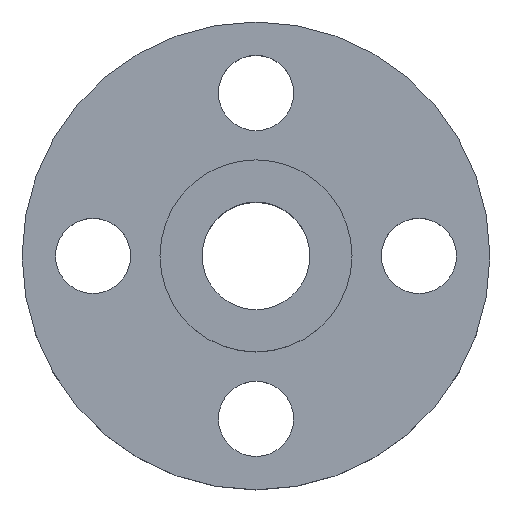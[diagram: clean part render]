
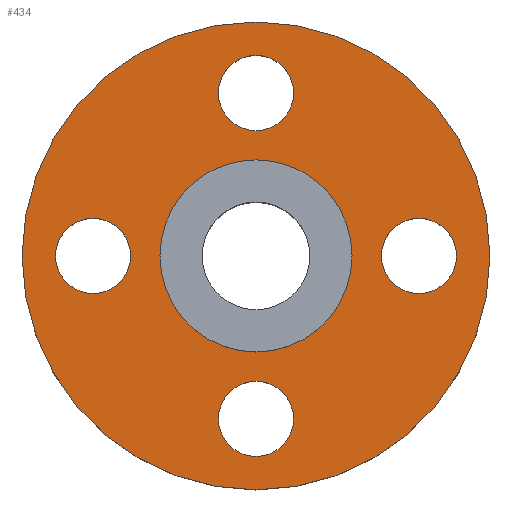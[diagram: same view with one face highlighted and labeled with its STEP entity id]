
A CAD part, top view. The second image highlights one B-rep face of the part: STEP entity #434.
In plain terms, the highlighted planar face has unit normal (0, 0, 1).
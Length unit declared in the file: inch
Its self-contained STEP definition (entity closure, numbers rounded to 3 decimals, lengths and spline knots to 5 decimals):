
#6 = CIRCLE ( 'NONE', #539, 0.5625 ) ;
#19 = DIRECTION ( 'NONE',  ( 1., 0., 0. ) ) ;
#23 = CARTESIAN_POINT ( 'NONE',  ( 0., 1.4375, -0.25 ) ) ;
#27 = AXIS2_PLACEMENT_3D ( 'NONE', #310, #108, #694 ) ;
#32 = EDGE_LOOP ( 'NONE', ( #305, #421 ) ) ;
#35 = EDGE_LOOP ( 'NONE', ( #366, #54 ) ) ;
#40 = CARTESIAN_POINT ( 'NONE',  ( 3., 0., -0.25 ) ) ;
#41 = DIRECTION ( 'NONE',  ( 0., 0., 1. ) ) ;
#45 = CIRCLE ( 'NONE', #530, 0.5625 ) ;
#46 = ORIENTED_EDGE ( 'NONE', *, *, #444, .T. ) ;
#54 = ORIENTED_EDGE ( 'NONE', *, *, #704, .F. ) ;
#57 = EDGE_CURVE ( 'NONE', #569, #715, #320, .T. ) ;
#75 = EDGE_CURVE ( 'NONE', #186, #115, #6, .T. ) ;
#80 = DIRECTION ( 'NONE',  ( 0., 0., 1. ) ) ;
#82 = EDGE_CURVE ( 'NONE', #747, #180, #504, .T. ) ;
#83 = DIRECTION ( 'NONE',  ( 0., -1., 0. ) ) ;
#85 = AXIS2_PLACEMENT_3D ( 'NONE', #23, #621, #757 ) ;
#90 = DIRECTION ( 'NONE',  ( 0., 0., 1. ) ) ;
#94 = CARTESIAN_POINT ( 'NONE',  ( 0., 0., -0.25 ) ) ;
#96 = ORIENTED_EDGE ( 'NONE', *, *, #489, .F. ) ;
#97 = DIRECTION ( 'NONE',  ( 0., 0., 1. ) ) ;
#108 = DIRECTION ( 'NONE',  ( 0., 0., 1. ) ) ;
#112 = CARTESIAN_POINT ( 'NONE',  ( 0., -2.4375, -0.25 ) ) ;
#114 = CARTESIAN_POINT ( 'NONE',  ( -0.5625, -2.4375, -0.25 ) ) ;
#115 = VERTEX_POINT ( 'NONE', #820 ) ;
#119 = CIRCLE ( 'NONE', #27, 0.5625 ) ;
#120 = CIRCLE ( 'NONE', #607, 0.5625 ) ;
#131 = EDGE_CURVE ( 'NONE', #115, #186, #119, .T. ) ;
#132 = VERTEX_POINT ( 'NONE', #814 ) ;
#140 = CIRCLE ( 'NONE', #670, 3.5 ) ;
#171 = CARTESIAN_POINT ( 'NONE',  ( 2.4375, 0., -0.25 ) ) ;
#180 = VERTEX_POINT ( 'NONE', #40 ) ;
#186 = VERTEX_POINT ( 'NONE', #623 ) ;
#189 = EDGE_CURVE ( 'NONE', #833, #132, #852, .T. ) ;
#195 = DIRECTION ( 'NONE',  ( 0., 0., 1. ) ) ;
#220 = CARTESIAN_POINT ( 'NONE',  ( -3.5, 0., -0.25 ) ) ;
#225 = DIRECTION ( 'NONE',  ( 0., 0., 1. ) ) ;
#233 = PLANE ( 'NONE',  #85 ) ;
#244 = DIRECTION ( 'NONE',  ( -1., 0., 0. ) ) ;
#249 = EDGE_CURVE ( 'NONE', #518, #391, #312, .T. ) ;
#254 = CARTESIAN_POINT ( 'NONE',  ( 1.875, 0., -0.25 ) ) ;
#262 = CIRCLE ( 'NONE', #576, 1.4375 ) ;
#265 = DIRECTION ( 'NONE',  ( -1., 0., 0. ) ) ;
#286 = ORIENTED_EDGE ( 'NONE', *, *, #57, .T. ) ;
#299 = CARTESIAN_POINT ( 'NONE',  ( 0., 2.4375, -0.25 ) ) ;
#305 = ORIENTED_EDGE ( 'NONE', *, *, #75, .F. ) ;
#306 = CARTESIAN_POINT ( 'NONE',  ( -2.4375, 0., -0.25 ) ) ;
#308 = DIRECTION ( 'NONE',  ( 0., 0., 1. ) ) ;
#310 = CARTESIAN_POINT ( 'NONE',  ( -2.4375, 0., -0.25 ) ) ;
#312 = CIRCLE ( 'NONE', #726, 0.5625 ) ;
#320 = CIRCLE ( 'NONE', #767, 3.5 ) ;
#321 = AXIS2_PLACEMENT_3D ( 'NONE', #674, #80, #342 ) ;
#327 = EDGE_CURVE ( 'NONE', #180, #747, #45, .T. ) ;
#342 = DIRECTION ( 'NONE',  ( 0., 1., 0. ) ) ;
#350 = FACE_BOUND ( 'NONE', #32, .T. ) ;
#363 = EDGE_CURVE ( 'NONE', #493, #604, #120, .T. ) ;
#366 = ORIENTED_EDGE ( 'NONE', *, *, #363, .F. ) ;
#391 = VERTEX_POINT ( 'NONE', #668 ) ;
#408 = DIRECTION ( 'NONE',  ( 1., 0., 0. ) ) ;
#421 = ORIENTED_EDGE ( 'NONE', *, *, #131, .F. ) ;
#427 = CARTESIAN_POINT ( 'NONE',  ( 0., 2.4375, -0.25 ) ) ;
#434 = ADVANCED_FACE ( 'NONE', ( #564, #478, #680, #350, #817, #748 ), #233, .F. ) ;
#435 = DIRECTION ( 'NONE',  ( 1., 0., 0. ) ) ;
#436 = EDGE_LOOP ( 'NONE', ( #286, #46 ) ) ;
#444 = EDGE_CURVE ( 'NONE', #715, #569, #140, .T. ) ;
#452 = ORIENTED_EDGE ( 'NONE', *, *, #327, .F. ) ;
#457 = EDGE_LOOP ( 'NONE', ( #452, #532 ) ) ;
#473 = CARTESIAN_POINT ( 'NONE',  ( 0., 0., -0.25 ) ) ;
#478 = FACE_BOUND ( 'NONE', #457, .T. ) ;
#481 = DIRECTION ( 'NONE',  ( 1., 0., 0. ) ) ;
#488 = DIRECTION ( 'NONE',  ( 0., 0., 1. ) ) ;
#489 = EDGE_CURVE ( 'NONE', #132, #833, #262, .T. ) ;
#491 = CARTESIAN_POINT ( 'NONE',  ( 3.5, 0., -0.25 ) ) ;
#493 = VERTEX_POINT ( 'NONE', #675 ) ;
#495 = ORIENTED_EDGE ( 'NONE', *, *, #189, .F. ) ;
#504 = CIRCLE ( 'NONE', #592, 0.5625 ) ;
#505 = CIRCLE ( 'NONE', #631, 0.5625 ) ;
#518 = VERTEX_POINT ( 'NONE', #760 ) ;
#521 = EDGE_CURVE ( 'NONE', #391, #518, #505, .T. ) ;
#530 = AXIS2_PLACEMENT_3D ( 'NONE', #580, #195, #265 ) ;
#532 = ORIENTED_EDGE ( 'NONE', *, *, #82, .F. ) ;
#539 = AXIS2_PLACEMENT_3D ( 'NONE', #306, #766, #435 ) ;
#557 = ORIENTED_EDGE ( 'NONE', *, *, #249, .F. ) ;
#564 = FACE_BOUND ( 'NONE', #718, .T. ) ;
#569 = VERTEX_POINT ( 'NONE', #491 ) ;
#572 = DIRECTION ( 'NONE',  ( 0., 1., 0. ) ) ;
#576 = AXIS2_PLACEMENT_3D ( 'NONE', #473, #811, #408 ) ;
#580 = CARTESIAN_POINT ( 'NONE',  ( 2.4375, 0., -0.25 ) ) ;
#592 = AXIS2_PLACEMENT_3D ( 'NONE', #171, #832, #244 ) ;
#593 = CIRCLE ( 'NONE', #321, 0.5625 ) ;
#604 = VERTEX_POINT ( 'NONE', #114 ) ;
#606 = AXIS2_PLACEMENT_3D ( 'NONE', #94, #225, #481 ) ;
#607 = AXIS2_PLACEMENT_3D ( 'NONE', #112, #308, #572 ) ;
#620 = DIRECTION ( 'NONE',  ( 1., 0., 0. ) ) ;
#621 = DIRECTION ( 'NONE',  ( 0., 0., -1. ) ) ;
#622 = DIRECTION ( 'NONE',  ( 0., -1., 0. ) ) ;
#623 = CARTESIAN_POINT ( 'NONE',  ( -1.875, 0., -0.25 ) ) ;
#631 = AXIS2_PLACEMENT_3D ( 'NONE', #427, #90, #622 ) ;
#639 = CARTESIAN_POINT ( 'NONE',  ( 0., 0., -0.25 ) ) ;
#668 = CARTESIAN_POINT ( 'NONE',  ( 0.5625, 2.4375, -0.25 ) ) ;
#670 = AXIS2_PLACEMENT_3D ( 'NONE', #689, #97, #19 ) ;
#674 = CARTESIAN_POINT ( 'NONE',  ( 0., -2.4375, -0.25 ) ) ;
#675 = CARTESIAN_POINT ( 'NONE',  ( 0.5625, -2.4375, -0.25 ) ) ;
#680 = FACE_BOUND ( 'NONE', #35, .T. ) ;
#689 = CARTESIAN_POINT ( 'NONE',  ( 0., 0., -0.25 ) ) ;
#694 = DIRECTION ( 'NONE',  ( 1., 0., 0. ) ) ;
#704 = EDGE_CURVE ( 'NONE', #604, #493, #593, .T. ) ;
#715 = VERTEX_POINT ( 'NONE', #220 ) ;
#718 = EDGE_LOOP ( 'NONE', ( #837, #557 ) ) ;
#720 = CARTESIAN_POINT ( 'NONE',  ( 1.4375, 0., -0.25 ) ) ;
#726 = AXIS2_PLACEMENT_3D ( 'NONE', #299, #488, #83 ) ;
#747 = VERTEX_POINT ( 'NONE', #254 ) ;
#748 = FACE_OUTER_BOUND ( 'NONE', #436, .T. ) ;
#757 = DIRECTION ( 'NONE',  ( -1., 0., 0. ) ) ;
#760 = CARTESIAN_POINT ( 'NONE',  ( -0.5625, 2.4375, -0.25 ) ) ;
#765 = EDGE_LOOP ( 'NONE', ( #495, #96 ) ) ;
#766 = DIRECTION ( 'NONE',  ( 0., 0., 1. ) ) ;
#767 = AXIS2_PLACEMENT_3D ( 'NONE', #639, #41, #620 ) ;
#811 = DIRECTION ( 'NONE',  ( 0., 0., 1. ) ) ;
#814 = CARTESIAN_POINT ( 'NONE',  ( -1.4375, 0., -0.25 ) ) ;
#817 = FACE_BOUND ( 'NONE', #765, .T. ) ;
#820 = CARTESIAN_POINT ( 'NONE',  ( -3., 0., -0.25 ) ) ;
#832 = DIRECTION ( 'NONE',  ( 0., 0., 1. ) ) ;
#833 = VERTEX_POINT ( 'NONE', #720 ) ;
#837 = ORIENTED_EDGE ( 'NONE', *, *, #521, .F. ) ;
#852 = CIRCLE ( 'NONE', #606, 1.4375 ) ;
